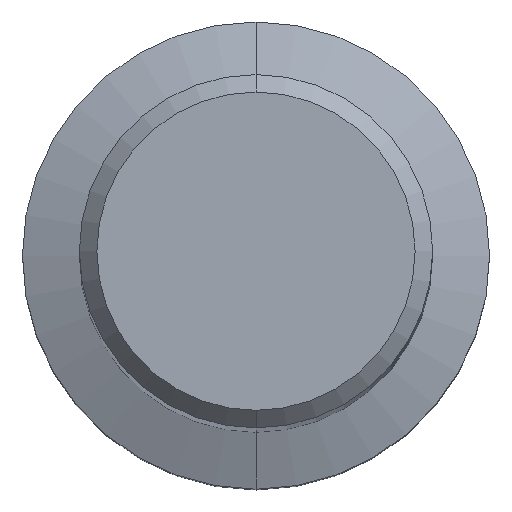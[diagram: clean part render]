
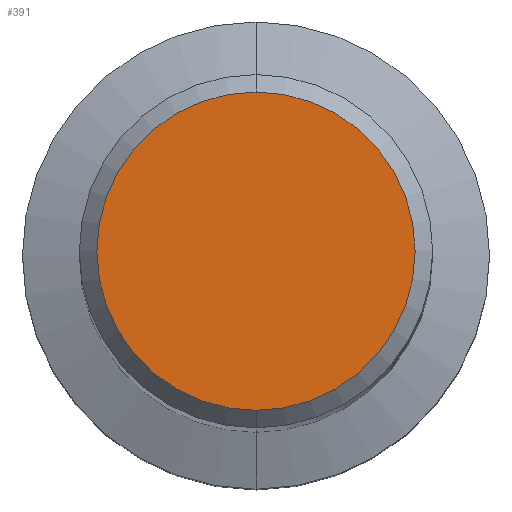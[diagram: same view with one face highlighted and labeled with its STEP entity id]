
A CAD part, top view. The second image highlights one B-rep face of the part: STEP entity #391.
In plain terms, the highlighted planar face has unit normal (0, 0, 1).
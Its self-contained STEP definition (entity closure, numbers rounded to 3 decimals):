
#281=VERTEX_POINT('',#643);
#391=ADVANCED_FACE('',(#769),#770,.T.);
#485=VERTEX_POINT('',#873);
#515=EDGE_CURVE('',#485,#281,#903,.T.);
#523=EDGE_CURVE('',#281,#485,#912,.T.);
#643=CARTESIAN_POINT('',(0.,-5.45,0.0));
#769=FACE_OUTER_BOUND('',#1369,.T.);
#770=PLANE('',#1370);
#873=CARTESIAN_POINT('',(0.0,5.45,0.0));
#903=CIRCLE('',#1665,5.45);
#912=CIRCLE('',#1676,5.45);
#1369=EDGE_LOOP('',(#1932,#1933));
#1370=AXIS2_PLACEMENT_3D('',#1934,#1935,#1936);
#1665=AXIS2_PLACEMENT_3D('',#2071,#2072,#2073);
#1676=AXIS2_PLACEMENT_3D('',#2085,#2086,#2087);
#1932=ORIENTED_EDGE('',*,*,#515,.F.);
#1933=ORIENTED_EDGE('',*,*,#523,.F.);
#1934=CARTESIAN_POINT('',(0.0,2.725,0.0));
#1935=DIRECTION('',(-0.0,0.0,1.0));
#1936=DIRECTION('',(0.0,-1.0,0.0));
#2071=CARTESIAN_POINT('',(0.0,0.0,0.0));
#2072=DIRECTION('',(0.0,0.0,-1.0));
#2073=DIRECTION('',(0.0,1.0,0.0));
#2085=CARTESIAN_POINT('',(0.0,0.0,0.0));
#2086=DIRECTION('',(0.0,0.0,-1.0));
#2087=DIRECTION('',(0.0,1.0,0.0));
